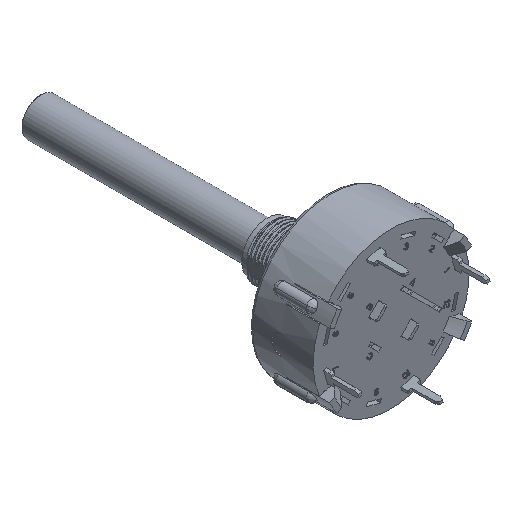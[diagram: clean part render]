
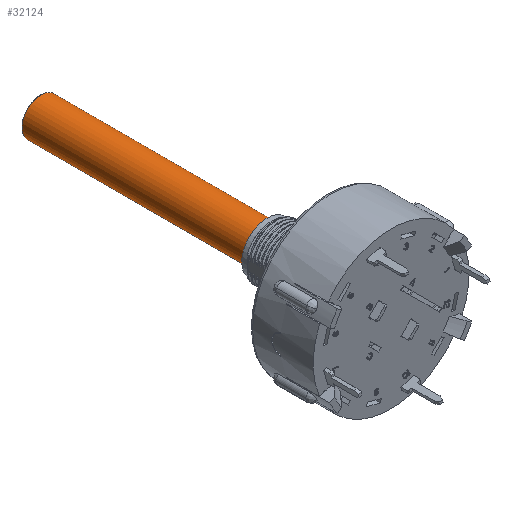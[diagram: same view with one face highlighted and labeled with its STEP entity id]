
A CAD part, isometric view. The second image highlights one B-rep face of the part: STEP entity #32124.
In plain terms, the highlighted cylindrical face has radius 3.15 mm (diameter 6.299 mm), a full revolution.
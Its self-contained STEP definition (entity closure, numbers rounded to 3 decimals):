
#532=FACE_BOUND('',#2647,.T.);
#688=CYLINDRICAL_SURFACE('',#33940,3.15);
#1001=FACE_OUTER_BOUND('',#2646,.T.);
#2646=EDGE_LOOP('',(#22229,#22230,#22231,#22232,#22233,#22234,#22235,#22236,
#22237,#22238,#22239,#22240,#22241,#22242,#22243,#22244));
#2647=EDGE_LOOP('',(#22245,#22246,#22247,#22248));
#4814=LINE('',#45044,#8987);
#4815=LINE('',#45048,#8988);
#4816=LINE('',#45052,#8989);
#4817=LINE('',#45056,#8990);
#4818=LINE('',#45060,#8991);
#4819=LINE('',#45065,#8992);
#4820=LINE('',#45069,#8993);
#4821=LINE('',#45073,#8994);
#8987=VECTOR('',#36762,3.15);
#8988=VECTOR('',#36765,1000.);
#8989=VECTOR('',#36768,3.15);
#8990=VECTOR('',#36771,1000.);
#8991=VECTOR('',#36774,1000.);
#8992=VECTOR('',#36779,1000.);
#8993=VECTOR('',#36782,1000.);
#8994=VECTOR('',#36785,1000.);
#12657=CIRCLE('',#33939,3.15);
#12658=CIRCLE('',#33941,3.15);
#12659=CIRCLE('',#33942,3.15);
#12660=CIRCLE('',#33943,3.15);
#12661=CIRCLE('',#33944,3.15);
#12662=CIRCLE('',#33945,3.15);
#12663=CIRCLE('',#33946,3.15);
#12664=CIRCLE('',#33947,3.15);
#12665=CIRCLE('',#33948,3.15);
#12666=CIRCLE('',#33949,3.15);
#13443=VERTEX_POINT('',#45040);
#13444=VERTEX_POINT('',#45043);
#13445=VERTEX_POINT('',#45045);
#13446=VERTEX_POINT('',#45047);
#13447=VERTEX_POINT('',#45049);
#13448=VERTEX_POINT('',#45051);
#13449=VERTEX_POINT('',#45053);
#13450=VERTEX_POINT('',#45055);
#13451=VERTEX_POINT('',#45057);
#13452=VERTEX_POINT('',#45059);
#13453=VERTEX_POINT('',#45062);
#13454=VERTEX_POINT('',#45064);
#13455=VERTEX_POINT('',#45067);
#13456=VERTEX_POINT('',#45068);
#13457=VERTEX_POINT('',#45070);
#13458=VERTEX_POINT('',#45072);
#16926=EDGE_CURVE('',#13443,#13443,#12657,.F.);
#16927=EDGE_CURVE('',#13443,#13444,#4814,.T.);
#16928=EDGE_CURVE('',#13444,#13445,#12658,.T.);
#16929=EDGE_CURVE('',#13445,#13446,#4815,.F.);
#16930=EDGE_CURVE('',#13446,#13447,#12659,.F.);
#16931=EDGE_CURVE('',#13447,#13448,#4816,.T.);
#16932=EDGE_CURVE('',#13448,#13449,#12660,.T.);
#16933=EDGE_CURVE('',#13449,#13450,#4817,.F.);
#16934=EDGE_CURVE('',#13450,#13451,#12661,.T.);
#16935=EDGE_CURVE('',#13451,#13452,#4818,.T.);
#16936=EDGE_CURVE('',#13452,#13448,#12662,.T.);
#16937=EDGE_CURVE('',#13447,#13453,#12663,.F.);
#16938=EDGE_CURVE('',#13453,#13454,#4819,.T.);
#16939=EDGE_CURVE('',#13454,#13444,#12664,.T.);
#16940=EDGE_CURVE('',#13455,#13456,#4820,.F.);
#16941=EDGE_CURVE('',#13456,#13457,#12665,.F.);
#16942=EDGE_CURVE('',#13457,#13458,#4821,.T.);
#16943=EDGE_CURVE('',#13458,#13455,#12666,.T.);
#22229=ORIENTED_EDGE('',*,*,#16926,.F.);
#22230=ORIENTED_EDGE('',*,*,#16927,.T.);
#22231=ORIENTED_EDGE('',*,*,#16928,.T.);
#22232=ORIENTED_EDGE('',*,*,#16929,.T.);
#22233=ORIENTED_EDGE('',*,*,#16930,.T.);
#22234=ORIENTED_EDGE('',*,*,#16931,.T.);
#22235=ORIENTED_EDGE('',*,*,#16932,.T.);
#22236=ORIENTED_EDGE('',*,*,#16933,.T.);
#22237=ORIENTED_EDGE('',*,*,#16934,.T.);
#22238=ORIENTED_EDGE('',*,*,#16935,.T.);
#22239=ORIENTED_EDGE('',*,*,#16936,.T.);
#22240=ORIENTED_EDGE('',*,*,#16931,.F.);
#22241=ORIENTED_EDGE('',*,*,#16937,.T.);
#22242=ORIENTED_EDGE('',*,*,#16938,.T.);
#22243=ORIENTED_EDGE('',*,*,#16939,.T.);
#22244=ORIENTED_EDGE('',*,*,#16927,.F.);
#22245=ORIENTED_EDGE('',*,*,#16940,.T.);
#22246=ORIENTED_EDGE('',*,*,#16941,.T.);
#22247=ORIENTED_EDGE('',*,*,#16942,.T.);
#22248=ORIENTED_EDGE('',*,*,#16943,.T.);
#32124=ADVANCED_FACE('',(#1001,#532),#688,.T.);
#33939=AXIS2_PLACEMENT_3D('',#45041,#36758,#36759);
#33940=AXIS2_PLACEMENT_3D('',#45042,#36760,#36761);
#33941=AXIS2_PLACEMENT_3D('',#45046,#36763,#36764);
#33942=AXIS2_PLACEMENT_3D('',#45050,#36766,#36767);
#33943=AXIS2_PLACEMENT_3D('',#45054,#36769,#36770);
#33944=AXIS2_PLACEMENT_3D('',#45058,#36772,#36773);
#33945=AXIS2_PLACEMENT_3D('',#45061,#36775,#36776);
#33946=AXIS2_PLACEMENT_3D('',#45063,#36777,#36778);
#33947=AXIS2_PLACEMENT_3D('',#45066,#36780,#36781);
#33948=AXIS2_PLACEMENT_3D('',#45071,#36783,#36784);
#33949=AXIS2_PLACEMENT_3D('',#45074,#36786,#36787);
#36758=DIRECTION('center_axis',(0.,1.,0.));
#36759=DIRECTION('ref_axis',(-1.,0.,0.));
#36760=DIRECTION('center_axis',(0.,-1.,0.));
#36761=DIRECTION('ref_axis',(-1.,0.,0.));
#36762=DIRECTION('',(0.,1.,0.));
#36763=DIRECTION('center_axis',(0.,-1.,0.));
#36764=DIRECTION('ref_axis',(1.,0.,0.));
#36765=DIRECTION('',(0.,-1.,0.));
#36766=DIRECTION('center_axis',(0.,-1.,0.));
#36767=DIRECTION('ref_axis',(0.999,0.,-0.045));
#36768=DIRECTION('',(0.,1.,0.));
#36769=DIRECTION('center_axis',(0.,-1.,0.));
#36770=DIRECTION('ref_axis',(0.75,0.,-0.661));
#36771=DIRECTION('',(0.,-1.,0.));
#36772=DIRECTION('center_axis',(0.,-1.,0.));
#36773=DIRECTION('ref_axis',(-1.,0.,0.));
#36774=DIRECTION('',(0.,-1.,0.));
#36775=DIRECTION('center_axis',(0.,-1.,0.));
#36776=DIRECTION('ref_axis',(0.75,0.,-0.661));
#36777=DIRECTION('center_axis',(0.,-1.,0.));
#36778=DIRECTION('ref_axis',(0.999,0.,-0.045));
#36779=DIRECTION('',(0.,-1.,0.));
#36780=DIRECTION('center_axis',(0.,-1.,0.));
#36781=DIRECTION('ref_axis',(1.,0.,0.));
#36782=DIRECTION('',(0.,-1.,0.));
#36783=DIRECTION('center_axis',(0.,-1.,0.));
#36784=DIRECTION('ref_axis',(0.917,0.,-0.398));
#36785=DIRECTION('',(0.,-1.,0.));
#36786=DIRECTION('center_axis',(0.,-1.,0.));
#36787=DIRECTION('ref_axis',(0.917,0.,-0.398));
#45040=CARTESIAN_POINT('',(3.15,4.978,0.));
#45041=CARTESIAN_POINT('Origin',(0.,4.978,0.));
#45042=CARTESIAN_POINT('Origin',(0.,93.045,0.));
#45043=CARTESIAN_POINT('',(3.15,5.575,0.));
#45044=CARTESIAN_POINT('',(3.15,93.045,0.));
#45045=CARTESIAN_POINT('',(3.143,5.575,0.197));
#45046=CARTESIAN_POINT('Origin',(0.,5.575,0.));
#45047=CARTESIAN_POINT('',(3.143,5.729,0.197));
#45048=CARTESIAN_POINT('',(3.143,42.559,0.197));
#45049=CARTESIAN_POINT('',(3.15,5.729,0.));
#45050=CARTESIAN_POINT('Origin',(0.,5.729,0.));
#45051=CARTESIAN_POINT('',(3.15,15.113,0.));
#45052=CARTESIAN_POINT('',(3.15,93.045,0.));
#45053=CARTESIAN_POINT('',(2.362,15.113,2.083));
#45054=CARTESIAN_POINT('Origin',(0.,15.113,0.));
#45055=CARTESIAN_POINT('',(2.362,53.238,2.083));
#45056=CARTESIAN_POINT('',(2.362,90.068,2.083));
#45057=CARTESIAN_POINT('',(2.362,53.238,-2.083));
#45058=CARTESIAN_POINT('Origin',(0.,53.238,0.));
#45059=CARTESIAN_POINT('',(2.362,15.113,-2.083));
#45060=CARTESIAN_POINT('',(2.362,90.068,-2.083));
#45061=CARTESIAN_POINT('Origin',(0.,15.113,0.));
#45062=CARTESIAN_POINT('',(3.146,5.729,-0.143));
#45063=CARTESIAN_POINT('Origin',(0.,5.729,0.));
#45064=CARTESIAN_POINT('',(3.146,5.575,-0.143));
#45065=CARTESIAN_POINT('',(3.146,42.559,-0.143));
#45066=CARTESIAN_POINT('Origin',(0.,5.575,0.));
#45067=CARTESIAN_POINT('',(3.139,5.575,-0.263));
#45068=CARTESIAN_POINT('',(3.139,5.729,-0.263));
#45069=CARTESIAN_POINT('',(3.139,42.559,-0.263));
#45070=CARTESIAN_POINT('',(2.89,5.729,-1.253));
#45071=CARTESIAN_POINT('Origin',(0.,5.729,0.));
#45072=CARTESIAN_POINT('',(2.89,5.575,-1.253));
#45073=CARTESIAN_POINT('',(2.89,42.559,-1.253));
#45074=CARTESIAN_POINT('Origin',(0.,5.575,0.));
